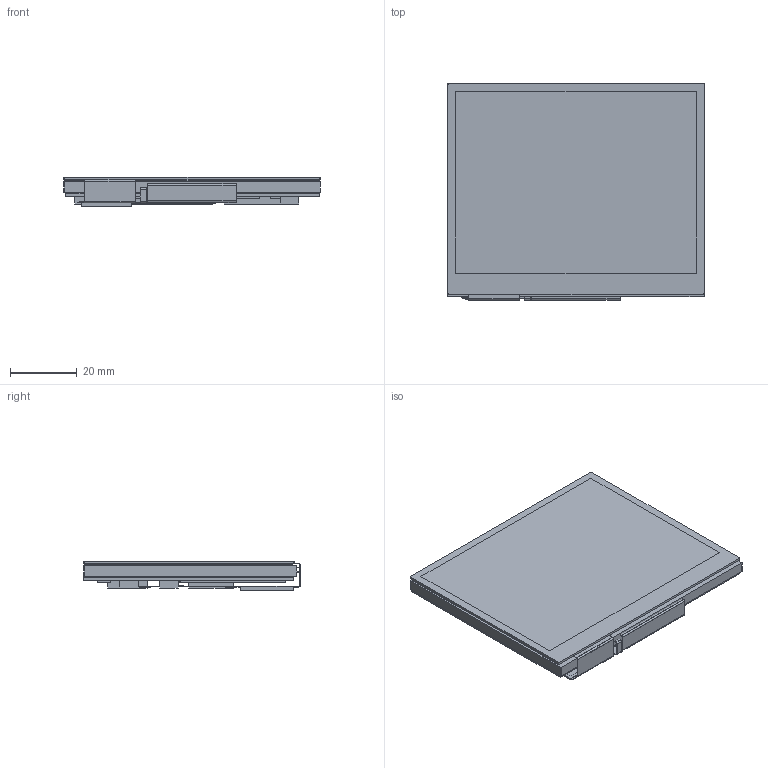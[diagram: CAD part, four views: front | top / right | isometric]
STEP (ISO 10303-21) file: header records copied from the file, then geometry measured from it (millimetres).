
FILE_DESCRIPTION(/* description */ (''),/* implementation_level */ '2;1');
FILE_NAME(/* name */ 'RVT3.5B320240CNWC81.stp',/* time_stamp */ '2019-03-20T19:33:20+01:00',/* author */ ('Adam'),/* organization */ (''),/* preprocessor_version */ 'ST-DEVELOPER v16.13',/* originating_system */ 'Autodesk Inventor 2018',/* authorisation */ '');
FILE_SCHEMA (('AUTOMOTIVE_DESIGN { 1 0 10303 214 3 1 1 }'));
Length unit declared in the file: millimetre
Products named in the file (18): RVT3.5A320240TNWC00_; RVT3.5A320240TNWC00; RVT35A320240TNWN00; Frame; Contacts; Components; Contact2; Connector; RVCTP35A00 V2; Component; Contact; LOCA; Sensor; Screen; Tape; Stiffener; Contacts1; 35FT81X_B
Assembly tree (17 placements, depth 4):
  RVT3.5A320240TNWC00_
    RVT3.5A320240TNWC00
      RVT35A320240TNWN00
        Frame
        Contacts
        Components
        Contact2
        Connector
      RVCTP35A00 V2
        Component
        Contact
        LOCA
        Sensor
        Screen
        Tape
        Stiffener
        Contacts1
    35FT81X_B
Bounding box: 76.9 x 64.95 x 8.95 mm (x, y, z)
Volume: 28447.3 mm3; surface area: 71384.8 mm2
Topology: 90 solids, 90 shells, 628 faces, 1551 edges, 1320 vertices
Faces by surface type: plane 580, cylinder 45, bspline 3
Entity records: 17975 total; most frequent: CARTESIAN_POINT 3401, DIRECTION 2737, ORIENTED_EDGE 2670, EDGE_CURVE 1335, LINE 1241, VECTOR 1241, VERTEX_POINT 888, AXIS2_PLACEMENT_3D 748
